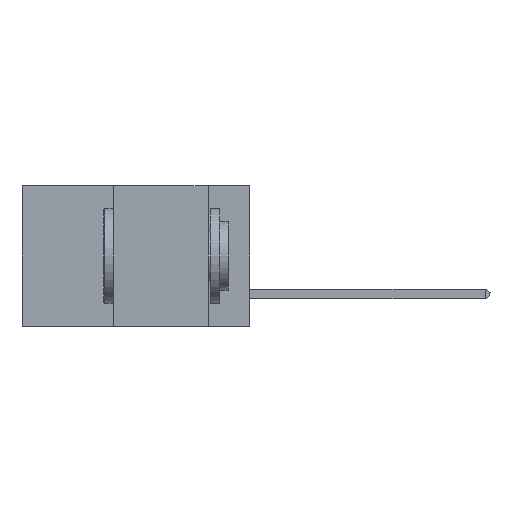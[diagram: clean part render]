
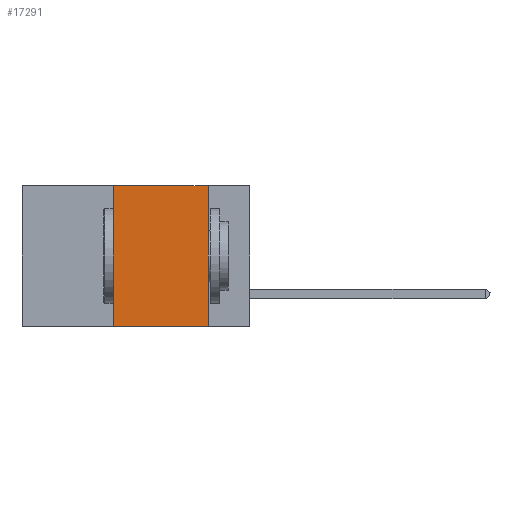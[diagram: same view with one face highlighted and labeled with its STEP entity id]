
A CAD part, left-side view. The second image highlights one B-rep face of the part: STEP entity #17291.
In plain terms, the highlighted planar face has unit normal (-1, 0, 0).
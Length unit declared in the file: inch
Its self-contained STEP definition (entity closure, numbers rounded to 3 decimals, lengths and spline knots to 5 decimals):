
#619 = CARTESIAN_POINT ( 'NONE',  ( 0., 0.6, 0. ) ) ;
#928 = DIRECTION ( 'NONE',  ( 1., 0., 0. ) ) ;
#1179 = VERTEX_POINT ( 'NONE', #4791 ) ;
#2159 = ORIENTED_EDGE ( 'NONE', *, *, #12736, .T. ) ;
#2663 = CARTESIAN_POINT ( 'NONE',  ( 0., 0.6, -0.37 ) ) ;
#2752 = VECTOR ( 'NONE', #23432, 39.37008 ) ;
#3223 = EDGE_CURVE ( 'NONE', #8557, #10068, #12000, .T. ) ;
#4176 = CARTESIAN_POINT ( 'NONE',  ( 0., 0.36, 0. ) ) ;
#4791 = CARTESIAN_POINT ( 'NONE',  ( 0., 0.36, -0.37 ) ) ;
#7074 = ORIENTED_EDGE ( 'NONE', *, *, #16629, .F. ) ;
#7244 = VECTOR ( 'NONE', #16883, 39.37008 ) ;
#8557 = VERTEX_POINT ( 'NONE', #13658 ) ;
#9656 = LINE ( 'NONE', #4176, #23586 ) ;
#10068 = VERTEX_POINT ( 'NONE', #21585 ) ;
#11503 = DIRECTION ( 'NONE',  ( 0., 0., -1. ) ) ;
#11710 = PLANE ( 'NONE',  #17753 ) ;
#12000 = LINE ( 'NONE', #27781, #7244 ) ;
#12369 = ORIENTED_EDGE ( 'NONE', *, *, #3223, .F. ) ;
#12736 = EDGE_CURVE ( 'NONE', #1179, #10068, #24413, .T. ) ;
#13658 = CARTESIAN_POINT ( 'NONE',  ( 0., 0.11, 0. ) ) ;
#15403 = DIRECTION ( 'NONE',  ( 0., 0., 1. ) ) ;
#16629 = EDGE_CURVE ( 'NONE', #1179, #20066, #9656, .T. ) ;
#16883 = DIRECTION ( 'NONE',  ( 0., 0., -1. ) ) ;
#17291 = ADVANCED_FACE ( 'NONE', ( #22872 ), #11710, .F. ) ;
#17336 = VECTOR ( 'NONE', #26613, 39.37008 ) ;
#17753 = AXIS2_PLACEMENT_3D ( 'NONE', #619, #928, #11503 ) ;
#20066 = VERTEX_POINT ( 'NONE', #22048 ) ;
#20234 = EDGE_LOOP ( 'NONE', ( #12369, #27592, #7074, #2159 ) ) ;
#20405 = LINE ( 'NONE', #20973, #2752 ) ;
#20545 = EDGE_CURVE ( 'NONE', #20066, #8557, #20405, .T. ) ;
#20973 = CARTESIAN_POINT ( 'NONE',  ( 0., 0.6, 0. ) ) ;
#21585 = CARTESIAN_POINT ( 'NONE',  ( 0., 0.11, -0.37 ) ) ;
#22048 = CARTESIAN_POINT ( 'NONE',  ( 0., 0.36, 0. ) ) ;
#22872 = FACE_OUTER_BOUND ( 'NONE', #20234, .T. ) ;
#23432 = DIRECTION ( 'NONE',  ( 0., -1., 0. ) ) ;
#23586 = VECTOR ( 'NONE', #15403, 39.37008 ) ;
#24413 = LINE ( 'NONE', #2663, #17336 ) ;
#26613 = DIRECTION ( 'NONE',  ( 0., -1., 0. ) ) ;
#27592 = ORIENTED_EDGE ( 'NONE', *, *, #20545, .F. ) ;
#27781 = CARTESIAN_POINT ( 'NONE',  ( 0., 0.11, 0. ) ) ;
